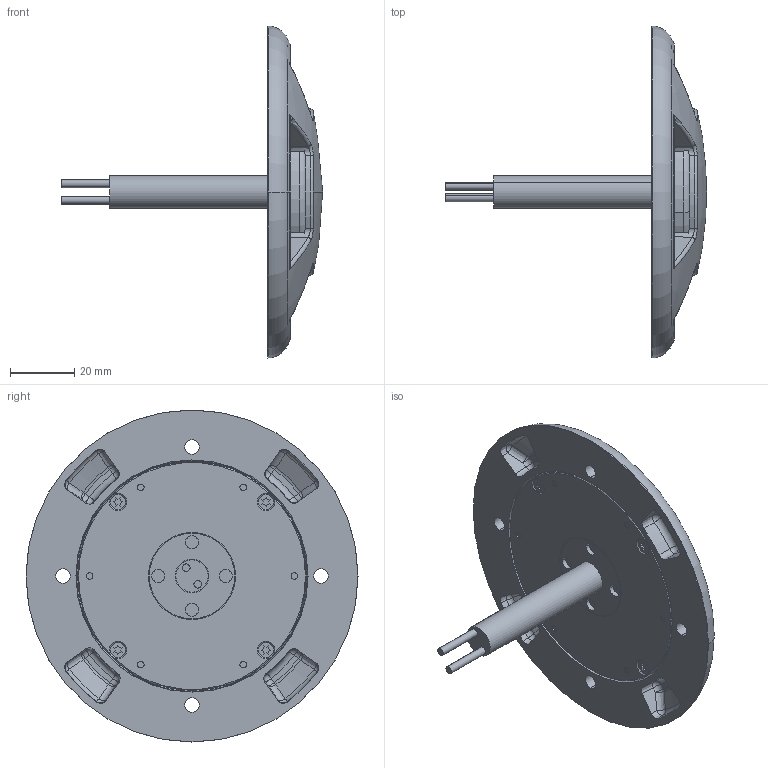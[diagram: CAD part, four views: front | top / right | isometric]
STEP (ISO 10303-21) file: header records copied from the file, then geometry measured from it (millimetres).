
FILE_DESCRIPTION (( 'STEP AP203' ), '1' );
FILE_NAME ('NDISC STANDARD.STEP', '2023-04-06T11:50:04', ( '' ), ( '' ), 'SwSTEP 2.0', 'SolidWorks 2017', '' );
FILE_SCHEMA (( 'CONFIG_CONTROL_DESIGN' ));
Length unit declared in the file: millimetre
Products named in the file (1): NDISC STANDARD
Bounding box: 81.02 x 103 x 103 mm (x, y, z)
Volume: 66340.8 mm3; surface area: 58507.1 mm2
Topology: 37 solids, 37 shells, 1330 faces, 3131 edges, 1971 vertices
Faces by surface type: plane 639, cylinder 281, cone 240, bspline 84, torus 58, sphere 28
Entity records: 41362 total; most frequent: CARTESIAN_POINT 10541, DIRECTION 6483, ORIENTED_EDGE 6226, EDGE_CURVE 3113, AXIS2_PLACEMENT_3D 2321, VERTEX_POINT 1971, VECTOR 1841, LINE 1841
